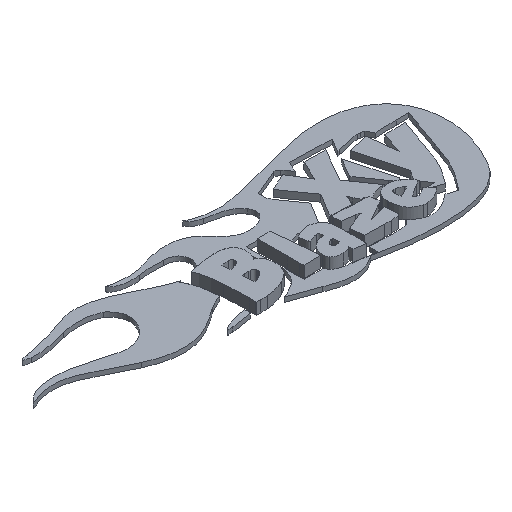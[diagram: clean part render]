
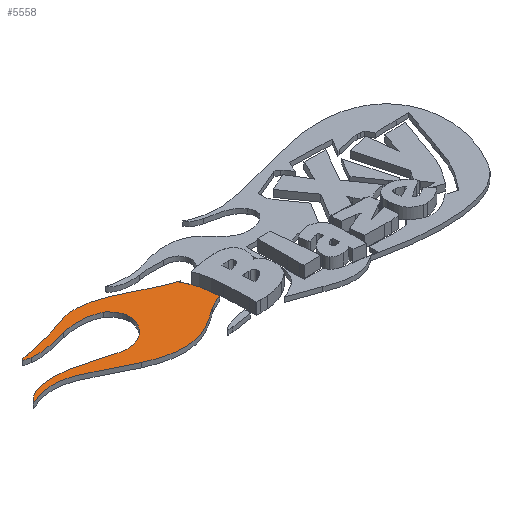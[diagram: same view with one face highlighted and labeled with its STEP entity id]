
A CAD part, isometric view. The second image highlights one B-rep face of the part: STEP entity #5558.
In plain terms, the highlighted planar face has unit normal (0, 0, 1).
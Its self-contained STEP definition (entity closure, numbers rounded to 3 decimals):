
#22=B_SPLINE_CURVE_WITH_KNOTS('',2,(#7275,#7276,#7277),.UNSPECIFIED.,.F.,
 .F.,(3,3),(0.,1.),.UNSPECIFIED.);
#24=B_SPLINE_CURVE_WITH_KNOTS('',2,(#7290,#7291,#7292),.UNSPECIFIED.,.F.,
 .F.,(3,3),(0.,1.),.UNSPECIFIED.);
#26=B_SPLINE_CURVE_WITH_KNOTS('',2,(#7362,#7363,#7364),.UNSPECIFIED.,.F.,
 .F.,(3,3),(0.,1.),.UNSPECIFIED.);
#325=FACE_OUTER_BOUND('',#638,.T.);
#638=EDGE_LOOP('',(#3940,#3941,#3942,#3943,#3944,#3945,#3946,#3947,#3948,
#3949,#3950,#3951,#3952,#3953,#3954));
#975=LINE('',#7427,#1440);
#978=LINE('',#7433,#1443);
#1440=VECTOR('',#6061,10.);
#1443=VECTOR('',#6066,10.);
#1886=(
BOUNDED_CURVE()
B_SPLINE_CURVE(3,(#7240,#7241,#7242,#7243),.UNSPECIFIED.,.F.,.F.)
B_SPLINE_CURVE_WITH_KNOTS((4,4),(0.,1.),.UNSPECIFIED.)
CURVE()
GEOMETRIC_REPRESENTATION_ITEM()
RATIONAL_B_SPLINE_CURVE((1.,1.,1.,1.))
REPRESENTATION_ITEM('')
);
#1888=(
BOUNDED_CURVE()
B_SPLINE_CURVE(3,(#7259,#7260,#7261,#7262),.UNSPECIFIED.,.F.,.F.)
B_SPLINE_CURVE_WITH_KNOTS((4,4),(0.,1.),.UNSPECIFIED.)
CURVE()
GEOMETRIC_REPRESENTATION_ITEM()
RATIONAL_B_SPLINE_CURVE((1.,1.,1.,1.))
REPRESENTATION_ITEM('')
);
#1890=(
BOUNDED_CURVE()
B_SPLINE_CURVE(3,(#7308,#7309,#7310,#7311),.UNSPECIFIED.,.F.,.F.)
B_SPLINE_CURVE_WITH_KNOTS((4,4),(0.,1.),.UNSPECIFIED.)
CURVE()
GEOMETRIC_REPRESENTATION_ITEM()
RATIONAL_B_SPLINE_CURVE((1.,1.,1.,1.))
REPRESENTATION_ITEM('')
);
#1892=(
BOUNDED_CURVE()
B_SPLINE_CURVE(3,(#7327,#7328,#7329,#7330),.UNSPECIFIED.,.F.,.F.)
B_SPLINE_CURVE_WITH_KNOTS((4,4),(0.,1.),.UNSPECIFIED.)
CURVE()
GEOMETRIC_REPRESENTATION_ITEM()
RATIONAL_B_SPLINE_CURVE((1.,1.,1.,1.))
REPRESENTATION_ITEM('')
);
#1894=(
BOUNDED_CURVE()
B_SPLINE_CURVE(3,(#7346,#7347,#7348,#7349),.UNSPECIFIED.,.F.,.F.)
B_SPLINE_CURVE_WITH_KNOTS((4,4),(0.,1.),.UNSPECIFIED.)
CURVE()
GEOMETRIC_REPRESENTATION_ITEM()
RATIONAL_B_SPLINE_CURVE((1.,1.,1.,1.))
REPRESENTATION_ITEM('')
);
#1896=(
BOUNDED_CURVE()
B_SPLINE_CURVE(3,(#7380,#7381,#7382,#7383),.UNSPECIFIED.,.F.,.F.)
B_SPLINE_CURVE_WITH_KNOTS((4,4),(0.,1.),.UNSPECIFIED.)
CURVE()
GEOMETRIC_REPRESENTATION_ITEM()
RATIONAL_B_SPLINE_CURVE((1.,1.,1.,1.))
REPRESENTATION_ITEM('')
);
#1898=(
BOUNDED_CURVE()
B_SPLINE_CURVE(3,(#7399,#7400,#7401,#7402),.UNSPECIFIED.,.F.,.F.)
B_SPLINE_CURVE_WITH_KNOTS((4,4),(0.,1.),.UNSPECIFIED.)
CURVE()
GEOMETRIC_REPRESENTATION_ITEM()
RATIONAL_B_SPLINE_CURVE((1.,1.,1.,1.))
REPRESENTATION_ITEM('')
);
#1900=(
BOUNDED_CURVE()
B_SPLINE_CURVE(3,(#7418,#7419,#7420,#7421),.UNSPECIFIED.,.F.,.F.)
B_SPLINE_CURVE_WITH_KNOTS((4,4),(0.,1.),.UNSPECIFIED.)
CURVE()
GEOMETRIC_REPRESENTATION_ITEM()
RATIONAL_B_SPLINE_CURVE((1.,1.,1.,1.))
REPRESENTATION_ITEM('')
);
#1902=(
BOUNDED_CURVE()
B_SPLINE_CURVE(3,(#7449,#7450,#7451,#7452),.UNSPECIFIED.,.F.,.F.)
B_SPLINE_CURVE_WITH_KNOTS((4,4),(0.,1.),.UNSPECIFIED.)
CURVE()
GEOMETRIC_REPRESENTATION_ITEM()
RATIONAL_B_SPLINE_CURVE((1.,1.,1.,1.))
REPRESENTATION_ITEM('')
);
#1904=(
BOUNDED_CURVE()
B_SPLINE_CURVE(3,(#7466,#7467,#7468,#7469),.UNSPECIFIED.,.F.,.F.)
B_SPLINE_CURVE_WITH_KNOTS((4,4),(0.,1.),.UNSPECIFIED.)
CURVE()
GEOMETRIC_REPRESENTATION_ITEM()
RATIONAL_B_SPLINE_CURVE((1.,1.,1.,1.))
REPRESENTATION_ITEM('')
);
#2291=VERTEX_POINT('',#7237);
#2292=VERTEX_POINT('',#7239);
#2294=VERTEX_POINT('',#7258);
#2296=VERTEX_POINT('',#7274);
#2298=VERTEX_POINT('',#7289);
#2300=VERTEX_POINT('',#7307);
#2302=VERTEX_POINT('',#7326);
#2304=VERTEX_POINT('',#7345);
#2306=VERTEX_POINT('',#7361);
#2308=VERTEX_POINT('',#7379);
#2310=VERTEX_POINT('',#7398);
#2312=VERTEX_POINT('',#7417);
#2314=VERTEX_POINT('',#7426);
#2316=VERTEX_POINT('',#7432);
#2318=VERTEX_POINT('',#7448);
#2904=EDGE_CURVE('',#2292,#2291,#1886,.T.);
#2907=EDGE_CURVE('',#2294,#2292,#1888,.T.);
#2910=EDGE_CURVE('',#2296,#2294,#22,.T.);
#2913=EDGE_CURVE('',#2298,#2296,#24,.T.);
#2916=EDGE_CURVE('',#2300,#2298,#1890,.T.);
#2919=EDGE_CURVE('',#2302,#2300,#1892,.T.);
#2922=EDGE_CURVE('',#2304,#2302,#1894,.T.);
#2925=EDGE_CURVE('',#2306,#2304,#26,.T.);
#2928=EDGE_CURVE('',#2308,#2306,#1896,.T.);
#2931=EDGE_CURVE('',#2310,#2308,#1898,.T.);
#2934=EDGE_CURVE('',#2312,#2310,#1900,.T.);
#2937=EDGE_CURVE('',#2314,#2312,#975,.T.);
#2940=EDGE_CURVE('',#2316,#2314,#978,.T.);
#2943=EDGE_CURVE('',#2318,#2316,#1902,.T.);
#2946=EDGE_CURVE('',#2291,#2318,#1904,.T.);
#3940=ORIENTED_EDGE('',*,*,#2946,.T.);
#3941=ORIENTED_EDGE('',*,*,#2943,.T.);
#3942=ORIENTED_EDGE('',*,*,#2940,.T.);
#3943=ORIENTED_EDGE('',*,*,#2937,.T.);
#3944=ORIENTED_EDGE('',*,*,#2934,.T.);
#3945=ORIENTED_EDGE('',*,*,#2931,.T.);
#3946=ORIENTED_EDGE('',*,*,#2928,.T.);
#3947=ORIENTED_EDGE('',*,*,#2925,.T.);
#3948=ORIENTED_EDGE('',*,*,#2922,.T.);
#3949=ORIENTED_EDGE('',*,*,#2919,.T.);
#3950=ORIENTED_EDGE('',*,*,#2916,.T.);
#3951=ORIENTED_EDGE('',*,*,#2913,.T.);
#3952=ORIENTED_EDGE('',*,*,#2910,.T.);
#3953=ORIENTED_EDGE('',*,*,#2907,.T.);
#3954=ORIENTED_EDGE('',*,*,#2904,.T.);
#5409=PLANE('',#5854);
#5558=ADVANCED_FACE('',(#325),#5409,.T.);
#5854=AXIS2_PLACEMENT_3D('',#7470,#6069,#6070);
#6061=DIRECTION('',(0.972,0.236,0.));
#6066=DIRECTION('',(-0.444,0.896,0.));
#6069=DIRECTION('center_axis',(0.,0.,1.));
#6070=DIRECTION('ref_axis',(1.,0.,0.));
#7237=CARTESIAN_POINT('',(-21.139,-13.979,2.));
#7239=CARTESIAN_POINT('',(-57.475,-19.19,2.));
#7240=CARTESIAN_POINT('Ctrl Pts',(-57.475,-19.19,2.));
#7241=CARTESIAN_POINT('Ctrl Pts',(-38.526,-27.88,2.));
#7242=CARTESIAN_POINT('Ctrl Pts',(-29.291,-19.26,2.));
#7243=CARTESIAN_POINT('Ctrl Pts',(-21.139,-13.979,2.));
#7258=CARTESIAN_POINT('',(-96.387,-10.84,2.));
#7259=CARTESIAN_POINT('Ctrl Pts',(-96.387,-10.84,2.));
#7260=CARTESIAN_POINT('Ctrl Pts',(-80.788,-4.53,2.));
#7261=CARTESIAN_POINT('Ctrl Pts',(-76.424,-10.5,2.));
#7262=CARTESIAN_POINT('Ctrl Pts',(-57.475,-19.19,2.));
#7274=CARTESIAN_POINT('',(-61.754,-9.435,2.));
#7275=CARTESIAN_POINT('Ctrl Pts',(-61.754,-9.435,2.));
#7276=CARTESIAN_POINT('Ctrl Pts',(-88.653,-0.732,
2.));
#7277=CARTESIAN_POINT('Ctrl Pts',(-96.387,-10.84,2.));
#7289=CARTESIAN_POINT('',(-45.497,-6.2,2.));
#7290=CARTESIAN_POINT('Ctrl Pts',(-45.497,-6.2,2.));
#7291=CARTESIAN_POINT('Ctrl Pts',(-51.907,-13.615,2.));
#7292=CARTESIAN_POINT('Ctrl Pts',(-61.754,-9.435,2.));
#7307=CARTESIAN_POINT('',(-46.729,8.157,2.));
#7308=CARTESIAN_POINT('Ctrl Pts',(-46.729,8.157,2.));
#7309=CARTESIAN_POINT('Ctrl Pts',(-45.195,7.298,2.));
#7310=CARTESIAN_POINT('Ctrl Pts',(-39.087,1.215,2.));
#7311=CARTESIAN_POINT('Ctrl Pts',(-45.497,-6.2,2.));
#7326=CARTESIAN_POINT('',(-63.283,9.236,2.));
#7327=CARTESIAN_POINT('Ctrl Pts',(-63.283,9.236,2.));
#7328=CARTESIAN_POINT('Ctrl Pts',(-54.466,11.44,2.));
#7329=CARTESIAN_POINT('Ctrl Pts',(-48.263,9.015,2.));
#7330=CARTESIAN_POINT('Ctrl Pts',(-46.729,8.157,2.));
#7345=CARTESIAN_POINT('',(-79.778,6.775,2.));
#7346=CARTESIAN_POINT('Ctrl Pts',(-79.778,6.775,2.));
#7347=CARTESIAN_POINT('Ctrl Pts',(-74.756,6.194,2.));
#7348=CARTESIAN_POINT('Ctrl Pts',(-72.1,7.032,2.));
#7349=CARTESIAN_POINT('Ctrl Pts',(-63.283,9.236,2.));
#7361=CARTESIAN_POINT('',(-79.511,8.652,2.));
#7362=CARTESIAN_POINT('Ctrl Pts',(-79.511,8.652,2.));
#7363=CARTESIAN_POINT('Ctrl Pts',(-85.631,7.914,2.));
#7364=CARTESIAN_POINT('Ctrl Pts',(-79.778,6.775,2.));
#7379=CARTESIAN_POINT('',(-58.019,14.579,2.));
#7380=CARTESIAN_POINT('Ctrl Pts',(-58.019,14.579,2.));
#7381=CARTESIAN_POINT('Ctrl Pts',(-63.501,12.536,2.));
#7382=CARTESIAN_POINT('Ctrl Pts',(-73.391,9.39,2.));
#7383=CARTESIAN_POINT('Ctrl Pts',(-79.511,8.652,2.));
#7398=CARTESIAN_POINT('',(-39.203,12.72,2.));
#7399=CARTESIAN_POINT('Ctrl Pts',(-39.203,12.72,2.));
#7400=CARTESIAN_POINT('Ctrl Pts',(-45.261,15.136,2.));
#7401=CARTESIAN_POINT('Ctrl Pts',(-52.537,16.621,2.));
#7402=CARTESIAN_POINT('Ctrl Pts',(-58.019,14.579,2.));
#7417=CARTESIAN_POINT('',(-17.934,3.136,2.));
#7418=CARTESIAN_POINT('Ctrl Pts',(-17.934,3.136,2.));
#7419=CARTESIAN_POINT('Ctrl Pts',(-24.172,4.683,2.));
#7420=CARTESIAN_POINT('Ctrl Pts',(-34.111,10.688,2.));
#7421=CARTESIAN_POINT('Ctrl Pts',(-39.203,12.72,2.));
#7426=CARTESIAN_POINT('',(-18.742,2.939,2.));
#7427=CARTESIAN_POINT('',(-18.742,2.939,2.));
#7432=CARTESIAN_POINT('',(-17.407,0.248,2.));
#7433=CARTESIAN_POINT('',(-17.407,0.248,2.));
#7448=CARTESIAN_POINT('',(-15.15,-11.039,2.));
#7449=CARTESIAN_POINT('Ctrl Pts',(-15.15,-11.039,2.));
#7450=CARTESIAN_POINT('Ctrl Pts',(-15.62,-4.77,2.));
#7451=CARTESIAN_POINT('Ctrl Pts',(-16.552,-1.476,2.));
#7452=CARTESIAN_POINT('Ctrl Pts',(-17.407,0.248,2.));
#7466=CARTESIAN_POINT('Ctrl Pts',(-21.139,-13.979,2.));
#7467=CARTESIAN_POINT('Ctrl Pts',(-18.992,-12.589,2.));
#7468=CARTESIAN_POINT('Ctrl Pts',(-17.024,-11.637,2.));
#7469=CARTESIAN_POINT('Ctrl Pts',(-15.15,-11.039,2.));
#7470=CARTESIAN_POINT('Origin',(-55.768,-5.629,2.));
